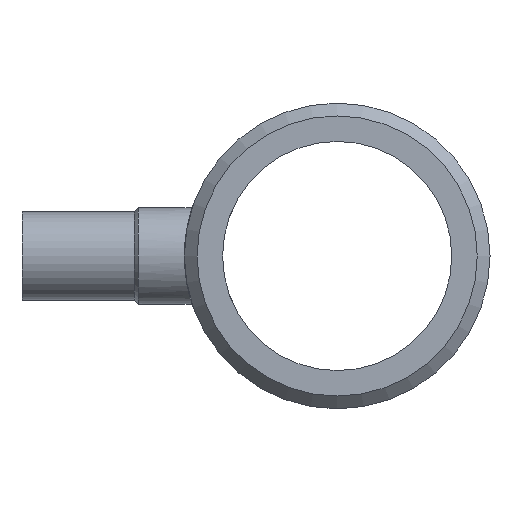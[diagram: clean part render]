
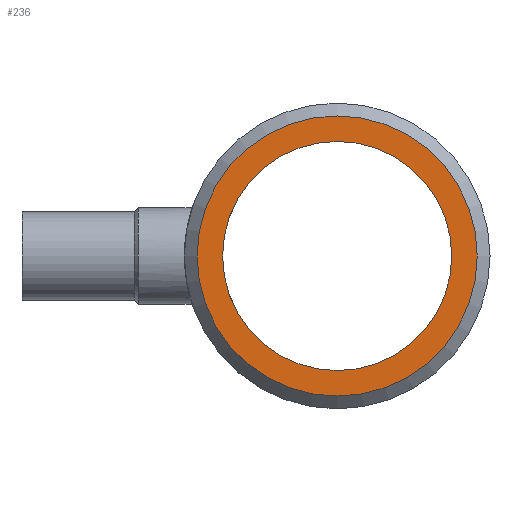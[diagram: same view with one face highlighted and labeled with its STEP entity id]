
A CAD part, left-side view. The second image highlights one B-rep face of the part: STEP entity #236.
In plain terms, the highlighted planar face has unit normal (-1, 0, 0).
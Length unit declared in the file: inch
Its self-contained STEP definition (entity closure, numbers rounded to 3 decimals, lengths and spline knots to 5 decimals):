
#8 = FACE_OUTER_BOUND ( 'NONE', #198, .T. ) ;
#16 = PLANE ( 'NONE',  #191 ) ;
#33 = CARTESIAN_POINT ( 'NONE',  ( -21.65354, 0., -3.93701 ) ) ;
#49 = EDGE_CURVE ( 'NONE', #223, #223, #453, .T. ) ;
#62 = DIRECTION ( 'NONE',  ( -1., 0., 0. ) ) ;
#114 = AXIS2_PLACEMENT_3D ( 'NONE', #390, #164, #474 ) ;
#164 = DIRECTION ( 'NONE',  ( 1., 0., 0. ) ) ;
#176 = AXIS2_PLACEMENT_3D ( 'NONE', #382, #548, #505 ) ;
#191 = AXIS2_PLACEMENT_3D ( 'NONE', #418, #62, #386 ) ;
#198 = EDGE_LOOP ( 'NONE', ( #309 ) ) ;
#223 = VERTEX_POINT ( 'NONE', #33 ) ;
#227 = EDGE_CURVE ( 'NONE', #419, #419, #472, .T. ) ;
#236 = ADVANCED_FACE ( 'NONE', ( #8, #394 ), #16, .T. ) ;
#309 = ORIENTED_EDGE ( 'NONE', *, *, #49, .T. ) ;
#375 = CARTESIAN_POINT ( 'NONE',  ( -21.65354, 0., -3.22047 ) ) ;
#382 = CARTESIAN_POINT ( 'NONE',  ( -21.65354, 0., 0. ) ) ;
#386 = DIRECTION ( 'NONE',  ( 0., 0., 1. ) ) ;
#390 = CARTESIAN_POINT ( 'NONE',  ( -21.65354, 0., 0. ) ) ;
#394 = FACE_BOUND ( 'NONE', #494, .T. ) ;
#418 = CARTESIAN_POINT ( 'NONE',  ( -21.65354, 1.9685, 0. ) ) ;
#419 = VERTEX_POINT ( 'NONE', #375 ) ;
#453 = CIRCLE ( 'NONE', #176, 3.93701 ) ;
#472 = CIRCLE ( 'NONE', #114, 3.22047 ) ;
#474 = DIRECTION ( 'NONE',  ( 0., 0., -1. ) ) ;
#494 = EDGE_LOOP ( 'NONE', ( #542 ) ) ;
#505 = DIRECTION ( 'NONE',  ( 0., 0., -1. ) ) ;
#542 = ORIENTED_EDGE ( 'NONE', *, *, #227, .T. ) ;
#548 = DIRECTION ( 'NONE',  ( -1., 0., 0. ) ) ;
